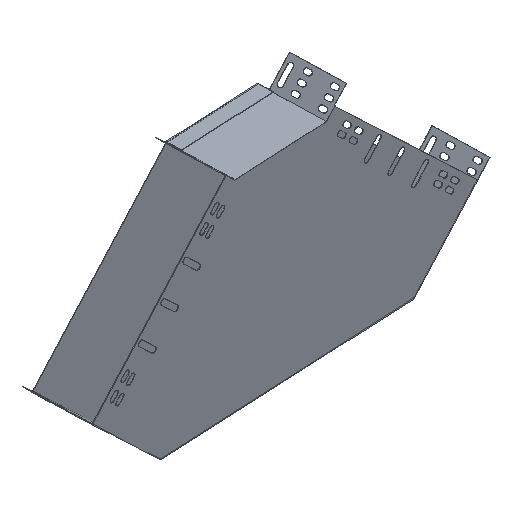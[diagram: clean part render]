
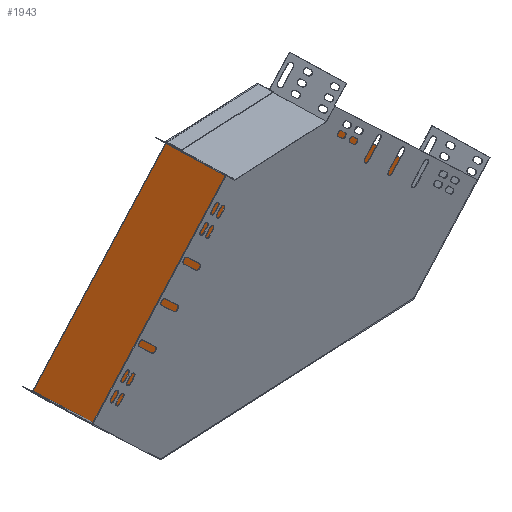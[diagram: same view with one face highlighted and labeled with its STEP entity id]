
A CAD part, isometric view. The second image highlights one B-rep face of the part: STEP entity #1943.
In plain terms, the highlighted planar face has unit normal (0.022, -1, 0.006).
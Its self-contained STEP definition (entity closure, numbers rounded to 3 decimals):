
#34 = CARTESIAN_POINT ( 'NONE',  ( -459.103, 97.995, 64.588 ) ) ;
#362 = DIRECTION ( 'NONE',  ( 0.726, 0.011, -0.688 ) ) ;
#500 = DIRECTION ( 'NONE',  ( -0.027, 0.006, 1. ) ) ;
#502 = AXIS2_PLACEMENT_3D ( 'NONE', #2020, #2708, #7373 ) ;
#906 = DIRECTION ( 'NONE',  ( 0.999, 0.022, 0.027 ) ) ;
#976 = ORIENTED_EDGE ( 'NONE', *, *, #5304, .T. ) ;
#989 = VERTEX_POINT ( 'NONE', #8181 ) ;
#1353 = DIRECTION ( 'NONE',  ( 0.027, -0.006, -1. ) ) ;
#1362 = ORIENTED_EDGE ( 'NONE', *, *, #5218, .F. ) ;
#1708 = VERTEX_POINT ( 'NONE', #7985 ) ;
#1791 = CARTESIAN_POINT ( 'NONE',  ( -110.85, 107.001, 287.419 ) ) ;
#1943 = ADVANCED_FACE ( 'NONE', ( #4469 ), #6154, .T. ) ;
#2020 = CARTESIAN_POINT ( 'NONE',  ( 107.653, 110.437, 79.913 ) ) ;
#2429 = ORIENTED_EDGE ( 'NONE', *, *, #3112, .F. ) ;
#2481 = CARTESIAN_POINT ( 'NONE',  ( 21.954, 107.99, -11.096 ) ) ;
#2485 = ORIENTED_EDGE ( 'NONE', *, *, #3695, .T. ) ;
#2682 = CARTESIAN_POINT ( 'NONE',  ( -252.186, 103.899, 283.597 ) ) ;
#2708 = DIRECTION ( 'NONE',  ( 0.022, -1., 0.006 ) ) ;
#2772 = CARTESIAN_POINT ( 'NONE',  ( -252.186, 103.899, 283.597 ) ) ;
#2800 = VERTEX_POINT ( 'NONE', #3392 ) ;
#2852 = LINE ( 'NONE', #7980, #4467 ) ;
#3112 = EDGE_CURVE ( 'NONE', #2800, #1708, #4800, .T. ) ;
#3157 = LINE ( 'NONE', #7961, #4954 ) ;
#3241 = CARTESIAN_POINT ( 'NONE',  ( -459.089, 97.992, 64.088 ) ) ;
#3282 = EDGE_CURVE ( 'NONE', #4184, #3403, #2852, .T. ) ;
#3392 = CARTESIAN_POINT ( 'NONE',  ( -110.837, 106.998, 286.919 ) ) ;
#3393 = CARTESIAN_POINT ( 'NONE',  ( 107.667, 110.434, 79.413 ) ) ;
#3403 = VERTEX_POINT ( 'NONE', #7558 ) ;
#3430 = VECTOR ( 'NONE', #500, 1000. ) ;
#3550 = VECTOR ( 'NONE', #7879, 1000. ) ;
#3555 = ORIENTED_EDGE ( 'NONE', *, *, #5463, .F. ) ;
#3695 = EDGE_CURVE ( 'NONE', #5211, #4184, #4252, .T. ) ;
#3787 = ORIENTED_EDGE ( 'NONE', *, *, #3282, .T. ) ;
#3987 = CARTESIAN_POINT ( 'NONE',  ( -459.089, 97.992, 64.088 ) ) ;
#4113 = EDGE_CURVE ( 'NONE', #5211, #2800, #3157, .T. ) ;
#4184 = VERTEX_POINT ( 'NONE', #2772 ) ;
#4201 = VERTEX_POINT ( 'NONE', #4831 ) ;
#4252 = LINE ( 'NONE', #2682, #7513 ) ;
#4350 = CARTESIAN_POINT ( 'NONE',  ( 107.653, 110.437, 79.913 ) ) ;
#4463 = EDGE_CURVE ( 'NONE', #1708, #8015, #8499, .T. ) ;
#4467 = VECTOR ( 'NONE', #1353, 1000. ) ;
#4469 = FACE_OUTER_BOUND ( 'NONE', #5307, .T. ) ;
#4531 = ORIENTED_EDGE ( 'NONE', *, *, #4113, .F. ) ;
#4626 = ORIENTED_EDGE ( 'NONE', *, *, #4463, .F. ) ;
#4698 = ORIENTED_EDGE ( 'NONE', *, *, #4881, .F. ) ;
#4722 = ORIENTED_EDGE ( 'NONE', *, *, #5093, .T. ) ;
#4740 = DIRECTION ( 'NONE',  ( 0.027, -0.006, -1. ) ) ;
#4800 = LINE ( 'NONE', #8274, #7994 ) ;
#4831 = CARTESIAN_POINT ( 'NONE',  ( -368.588, 99.417, -21.656 ) ) ;
#4881 = EDGE_CURVE ( 'NONE', #8015, #8238, #7348, .T. ) ;
#4945 = VECTOR ( 'NONE', #5014, 1000. ) ;
#4954 = VECTOR ( 'NONE', #4740, 1000. ) ;
#5014 = DIRECTION ( 'NONE',  ( 0.027, -0.006, -1. ) ) ;
#5093 = EDGE_CURVE ( 'NONE', #4201, #8238, #8475, .T. ) ;
#5138 = VECTOR ( 'NONE', #906, 1000. ) ;
#5171 = CARTESIAN_POINT ( 'NONE',  ( 107.667, 110.434, 79.413 ) ) ;
#5211 = VERTEX_POINT ( 'NONE', #1791 ) ;
#5218 = EDGE_CURVE ( 'NONE', #7349, #3403, #7146, .T. ) ;
#5277 = LINE ( 'NONE', #3241, #3430 ) ;
#5304 = EDGE_CURVE ( 'NONE', #989, #4201, #5384, .T. ) ;
#5307 = EDGE_LOOP ( 'NONE', ( #1362, #3555, #976, #4722, #4698, #4626, #2429, #4531, #2485, #3787 ) ) ;
#5384 = LINE ( 'NONE', #3987, #3550 ) ;
#5456 = VECTOR ( 'NONE', #8361, 1000. ) ;
#5463 = EDGE_CURVE ( 'NONE', #989, #7349, #5277, .T. ) ;
#6154 = PLANE ( 'NONE',  #502 ) ;
#6558 = CARTESIAN_POINT ( 'NONE',  ( -252.172, 103.896, 283.097 ) ) ;
#7146 = LINE ( 'NONE', #6558, #5456 ) ;
#7155 = VECTOR ( 'NONE', #7973, 1000. ) ;
#7348 = LINE ( 'NONE', #3393, #7155 ) ;
#7349 = VERTEX_POINT ( 'NONE', #34 ) ;
#7373 = DIRECTION ( 'NONE',  ( 0.027, -0.006, -1. ) ) ;
#7513 = VECTOR ( 'NONE', #7950, 1000. ) ;
#7558 = CARTESIAN_POINT ( 'NONE',  ( -252.172, 103.896, 283.097 ) ) ;
#7879 = DIRECTION ( 'NONE',  ( 0.726, 0.011, -0.688 ) ) ;
#7950 = DIRECTION ( 'NONE',  ( -0.999, -0.022, -0.027 ) ) ;
#7961 = CARTESIAN_POINT ( 'NONE',  ( -110.85, 107.001, 287.419 ) ) ;
#7973 = DIRECTION ( 'NONE',  ( -0.687, -0.02, -0.726 ) ) ;
#7980 = CARTESIAN_POINT ( 'NONE',  ( -252.186, 103.899, 283.597 ) ) ;
#7985 = CARTESIAN_POINT ( 'NONE',  ( 107.653, 110.437, 79.913 ) ) ;
#7994 = VECTOR ( 'NONE', #362, 1000. ) ;
#8015 = VERTEX_POINT ( 'NONE', #5171 ) ;
#8177 = CARTESIAN_POINT ( 'NONE',  ( 21.954, 107.99, -11.096 ) ) ;
#8181 = CARTESIAN_POINT ( 'NONE',  ( -459.089, 97.992, 64.088 ) ) ;
#8238 = VERTEX_POINT ( 'NONE', #2481 ) ;
#8274 = CARTESIAN_POINT ( 'NONE',  ( -110.837, 106.998, 286.919 ) ) ;
#8361 = DIRECTION ( 'NONE',  ( 0.687, 0.02, 0.726 ) ) ;
#8475 = LINE ( 'NONE', #8177, #5138 ) ;
#8499 = LINE ( 'NONE', #4350, #4945 ) ;
